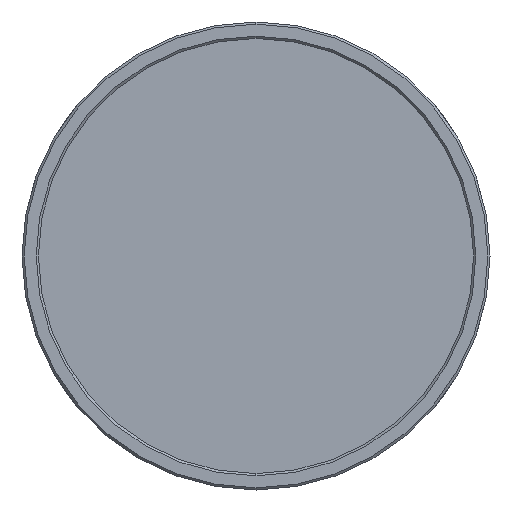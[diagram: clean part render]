
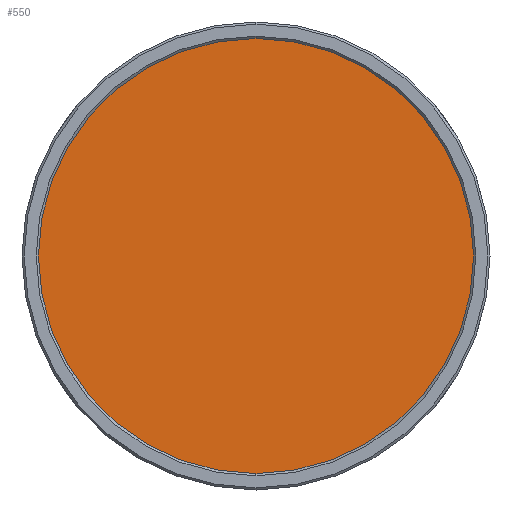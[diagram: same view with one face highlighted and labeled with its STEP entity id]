
A CAD part, left-side view. The second image highlights one B-rep face of the part: STEP entity #550.
In plain terms, the highlighted planar face has unit normal (-1, 0, 0).
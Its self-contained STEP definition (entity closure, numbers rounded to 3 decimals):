
#196 = CARTESIAN_POINT ( 'NONE',  ( 3.061, 0., 29.75 ) ) ;
#222 = AXIS2_PLACEMENT_3D ( 'NONE', #1617, #2102, #1792 ) ;
#316 = DIRECTION ( 'NONE',  ( 1., 0., 0. ) ) ;
#336 = EDGE_CURVE ( 'NONE', #1500, #1911, #1103, .T. ) ;
#463 = EDGE_LOOP ( 'NONE', ( #559, #681 ) ) ;
#550 = ADVANCED_FACE ( 'NONE', ( #1643 ), #1401, .F. ) ;
#559 = ORIENTED_EDGE ( 'NONE', *, *, #832, .F. ) ;
#665 = AXIS2_PLACEMENT_3D ( 'NONE', #1313, #316, #1973 ) ;
#681 = ORIENTED_EDGE ( 'NONE', *, *, #336, .F. ) ;
#832 = EDGE_CURVE ( 'NONE', #1911, #1500, #1843, .T. ) ;
#1103 = CIRCLE ( 'NONE', #665, 29.75 ) ;
#1313 = CARTESIAN_POINT ( 'NONE',  ( 3.061, 0., 0. ) ) ;
#1367 = CARTESIAN_POINT ( 'NONE',  ( 3.061, 0., -29.75 ) ) ;
#1371 = CARTESIAN_POINT ( 'NONE',  ( 3.061, 0., 0. ) ) ;
#1381 = AXIS2_PLACEMENT_3D ( 'NONE', #1371, #2046, #1539 ) ;
#1401 = PLANE ( 'NONE',  #222 ) ;
#1500 = VERTEX_POINT ( 'NONE', #1367 ) ;
#1539 = DIRECTION ( 'NONE',  ( 0., 0., 1. ) ) ;
#1617 = CARTESIAN_POINT ( 'NONE',  ( 3.061, -30.107, 30.107 ) ) ;
#1643 = FACE_OUTER_BOUND ( 'NONE', #463, .T. ) ;
#1792 = DIRECTION ( 'NONE',  ( 0., 0., -1. ) ) ;
#1843 = CIRCLE ( 'NONE', #1381, 29.75 ) ;
#1911 = VERTEX_POINT ( 'NONE', #196 ) ;
#1973 = DIRECTION ( 'NONE',  ( 0., 0., 1. ) ) ;
#2046 = DIRECTION ( 'NONE',  ( 1., 0., 0. ) ) ;
#2102 = DIRECTION ( 'NONE',  ( 1., 0., 0. ) ) ;
